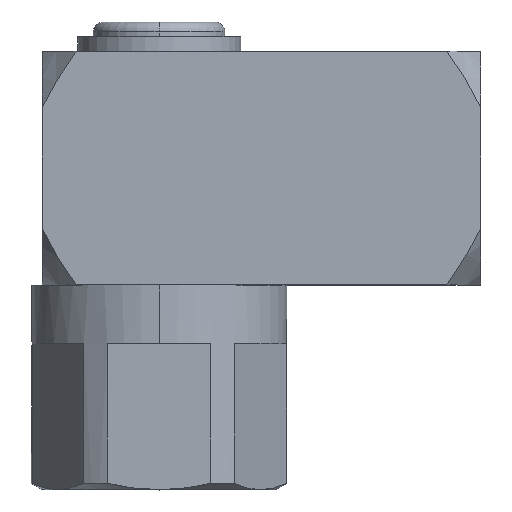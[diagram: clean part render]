
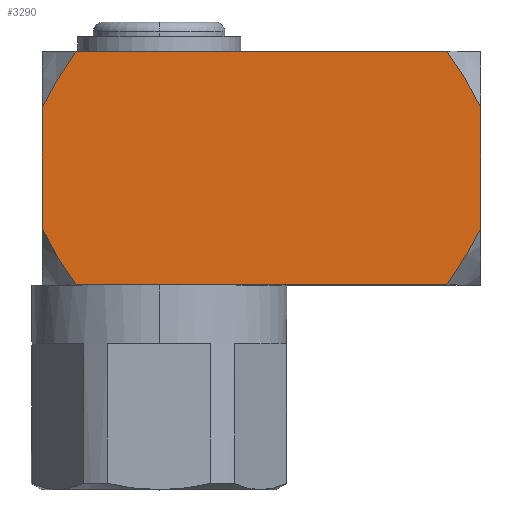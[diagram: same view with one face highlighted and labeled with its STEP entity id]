
A CAD part, top view. The second image highlights one B-rep face of the part: STEP entity #3290.
In plain terms, the highlighted planar face has unit normal (0, 0, 1).
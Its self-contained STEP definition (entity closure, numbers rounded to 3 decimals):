
#2115=CARTESIAN_POINT('Vertex',(-8.,-4.123,8.)) ;
#2118=CARTESIAN_POINT('Line Origine',(-8.,0.,8.)) ;
#2122=CARTESIAN_POINT('Vertex',(-8.,4.123,8.)) ;
#3216=CARTESIAN_POINT('Axis2P3D Location',(0.,0.,8.)) ;
#3221=CARTESIAN_POINT('Line Origine',(7.,-8.,8.)) ;
#3225=CARTESIAN_POINT('Vertex',(-5.686,-8.,8.)) ;
#3227=CARTESIAN_POINT('Vertex',(19.686,-8.,8.)) ;
#3231=CARTESIAN_POINT('Control Point',(19.686,-8.,8.)) ;
#3232=CARTESIAN_POINT('Control Point',(20.121,-7.386,8.)) ;
#3233=CARTESIAN_POINT('Control Point',(20.539,-6.76,8.)) ;
#3234=CARTESIAN_POINT('Control Point',(21.323,-5.469,8.)) ;
#3235=CARTESIAN_POINT('Control Point',(21.687,-4.807,8.)) ;
#3236=CARTESIAN_POINT('Control Point',(22.,-4.123,8.)) ;
#3237=CARTESIAN_POINT('Vertex',(22.,-4.123,8.)) ;
#3240=CARTESIAN_POINT('Line Origine',(22.,0.,8.)) ;
#3244=CARTESIAN_POINT('Vertex',(22.,4.123,8.)) ;
#3248=CARTESIAN_POINT('Control Point',(22.,4.123,8.)) ;
#3249=CARTESIAN_POINT('Control Point',(21.685,4.811,8.)) ;
#3250=CARTESIAN_POINT('Control Point',(21.322,5.471,8.)) ;
#3251=CARTESIAN_POINT('Control Point',(20.541,6.757,8.)) ;
#3252=CARTESIAN_POINT('Control Point',(20.122,7.384,8.)) ;
#3253=CARTESIAN_POINT('Control Point',(19.686,8.,8.)) ;
#3254=CARTESIAN_POINT('Vertex',(19.686,8.,8.)) ;
#3257=CARTESIAN_POINT('Line Origine',(7.,8.,8.)) ;
#3261=CARTESIAN_POINT('Vertex',(-5.686,8.,8.)) ;
#3265=CARTESIAN_POINT('Control Point',(-5.686,8.,8.)) ;
#3266=CARTESIAN_POINT('Control Point',(-6.121,7.386,8.)) ;
#3267=CARTESIAN_POINT('Control Point',(-6.539,6.76,8.)) ;
#3268=CARTESIAN_POINT('Control Point',(-7.323,5.469,8.)) ;
#3269=CARTESIAN_POINT('Control Point',(-7.687,4.807,8.)) ;
#3270=CARTESIAN_POINT('Control Point',(-8.,4.123,8.)) ;
#3273=CARTESIAN_POINT('Control Point',(-8.,-4.123,8.)) ;
#3274=CARTESIAN_POINT('Control Point',(-7.685,-4.811,8.)) ;
#3275=CARTESIAN_POINT('Control Point',(-7.322,-5.471,8.)) ;
#3276=CARTESIAN_POINT('Control Point',(-6.541,-6.757,8.)) ;
#3277=CARTESIAN_POINT('Control Point',(-6.122,-7.384,8.)) ;
#3278=CARTESIAN_POINT('Control Point',(-5.686,-8.,8.)) ;
#2119=DIRECTION('Vector Direction',(0.,-1.,0.)) ;
#3217=DIRECTION('Axis2P3D Direction',(-0.,0.,1.)) ;
#3218=DIRECTION('Axis2P3D XDirection',(1.,0.,0.)) ;
#3222=DIRECTION('Vector Direction',(1.,0.,0.)) ;
#3241=DIRECTION('Vector Direction',(0.,1.,0.)) ;
#3258=DIRECTION('Vector Direction',(-1.,0.,0.)) ;
#3219=AXIS2_PLACEMENT_3D('Plane Axis2P3D',#3216,#3217,#3218) ;
#3281=ORIENTED_EDGE('',*,*,#3229,.T.) ;
#3282=ORIENTED_EDGE('',*,*,#3239,.T.) ;
#3283=ORIENTED_EDGE('',*,*,#3246,.T.) ;
#3284=ORIENTED_EDGE('',*,*,#3256,.T.) ;
#3285=ORIENTED_EDGE('',*,*,#3263,.T.) ;
#3286=ORIENTED_EDGE('',*,*,#3271,.T.) ;
#3287=ORIENTED_EDGE('',*,*,#2124,.T.) ;
#3288=ORIENTED_EDGE('',*,*,#3279,.T.) ;
#2120=VECTOR('Line Direction',#2119,1.) ;
#3223=VECTOR('Line Direction',#3222,1.) ;
#3242=VECTOR('Line Direction',#3241,1.) ;
#3259=VECTOR('Line Direction',#3258,1.) ;
#3290=ADVANCED_FACE('_304_outlet.1\\Geometry.1',(#3289),#3220,.T.) ;
#2124=EDGE_CURVE('',#2123,#2116,#2121,.T.) ;
#3229=EDGE_CURVE('',#3226,#3228,#3224,.T.) ;
#3239=EDGE_CURVE('',#3228,#3238,#3230,.T.) ;
#3246=EDGE_CURVE('',#3238,#3245,#3243,.T.) ;
#3256=EDGE_CURVE('',#3245,#3255,#3247,.T.) ;
#3263=EDGE_CURVE('',#3255,#3262,#3260,.T.) ;
#3271=EDGE_CURVE('',#3262,#2123,#3264,.T.) ;
#3279=EDGE_CURVE('',#2116,#3226,#3272,.T.) ;
#3280=EDGE_LOOP('',(#3281,#3282,#3283,#3284,#3285,#3286,#3287,#3288)) ;
#3289=FACE_OUTER_BOUND('',#3280,.T.) ;
#2121=LINE('Line',#2118,#2120) ;
#3224=LINE('Line',#3221,#3223) ;
#3243=LINE('Line',#3240,#3242) ;
#3260=LINE('Line',#3257,#3259) ;
#3220=PLANE('',#3219) ;
#2116=VERTEX_POINT('',#2115) ;
#2123=VERTEX_POINT('',#2122) ;
#3226=VERTEX_POINT('',#3225) ;
#3228=VERTEX_POINT('',#3227) ;
#3238=VERTEX_POINT('',#3237) ;
#3245=VERTEX_POINT('',#3244) ;
#3255=VERTEX_POINT('',#3254) ;
#3262=VERTEX_POINT('',#3261) ;
#3230=(BOUNDED_CURVE()B_SPLINE_CURVE(3,(#3231,#3232,#3233,#3234,#3235,#3236),.UNSPECIFIED.,.F.,.U.)B_SPLINE_CURVE_WITH_KNOTS((4,2,4),(0.,2.261,4.523),.UNSPECIFIED.)CURVE()GEOMETRIC_REPRESENTATION_ITEM()RATIONAL_B_SPLINE_CURVE((1.,1.,1.,1.,1.,1.))REPRESENTATION_ITEM('')) ;
#3247=(BOUNDED_CURVE()B_SPLINE_CURVE(3,(#3248,#3249,#3250,#3251,#3252,#3253),.UNSPECIFIED.,.F.,.U.)B_SPLINE_CURVE_WITH_KNOTS((4,2,4),(0.,2.262,4.523),.UNSPECIFIED.)CURVE()GEOMETRIC_REPRESENTATION_ITEM()RATIONAL_B_SPLINE_CURVE((1.,1.,1.,1.,1.,1.))REPRESENTATION_ITEM('')) ;
#3264=(BOUNDED_CURVE()B_SPLINE_CURVE(3,(#3265,#3266,#3267,#3268,#3269,#3270),.UNSPECIFIED.,.F.,.U.)B_SPLINE_CURVE_WITH_KNOTS((4,2,4),(0.,2.261,4.523),.UNSPECIFIED.)CURVE()GEOMETRIC_REPRESENTATION_ITEM()RATIONAL_B_SPLINE_CURVE((1.,1.,1.,1.,1.,1.))REPRESENTATION_ITEM('')) ;
#3272=(BOUNDED_CURVE()B_SPLINE_CURVE(3,(#3273,#3274,#3275,#3276,#3277,#3278),.UNSPECIFIED.,.F.,.U.)B_SPLINE_CURVE_WITH_KNOTS((4,2,4),(0.,2.262,4.523),.UNSPECIFIED.)CURVE()GEOMETRIC_REPRESENTATION_ITEM()RATIONAL_B_SPLINE_CURVE((1.,1.,1.,1.,1.,1.))REPRESENTATION_ITEM('')) ;
